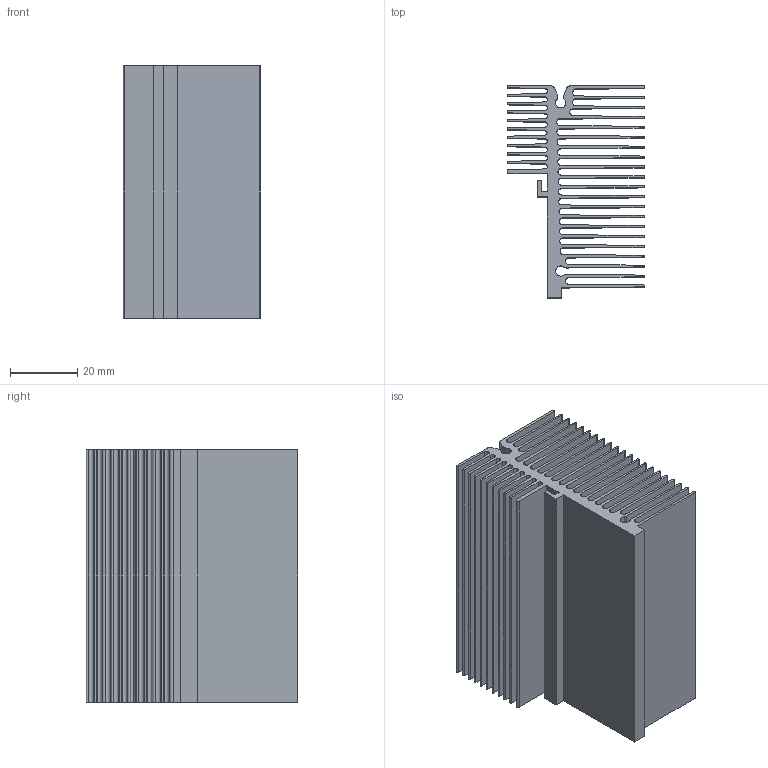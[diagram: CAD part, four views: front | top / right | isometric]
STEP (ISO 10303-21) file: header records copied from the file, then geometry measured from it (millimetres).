
FILE_DESCRIPTION((''),'2;1');
FILE_NAME('OMNI-UNI-18-75-THERMAL','2017-02-06T',('Kevin'),(''),'PRO/ENGINEER BY PARAMETRIC TECHNOLOGY CORPORATION, 2010280','PRO/ENGINEER BY PARAMETRIC TECHNOLOGY CORPORATION, 2010280','');
FILE_SCHEMA(('CONFIG_CONTROL_DESIGN'));
Length unit declared in the file: millimetre
Products named in the file (1): OMNI-UNI-18-75-THERMAL
Bounding box: 41 x 63 x 75 mm (x, y, z)
Volume: 55685 mm3; surface area: 108600.6 mm2
Topology: 1 solids, 1 shells, 334 faces, 954 edges, 636 vertices
Faces by surface type: plane 264, cylinder 70
Entity records: 10836 total; most frequent: CARTESIAN_POINT 1924, ORIENTED_EDGE 1908, DIRECTION 1762, EDGE_CURVE 954, VECTOR 814, LINE 814, VERTEX_POINT 636, AXIS2_PLACEMENT_3D 474
